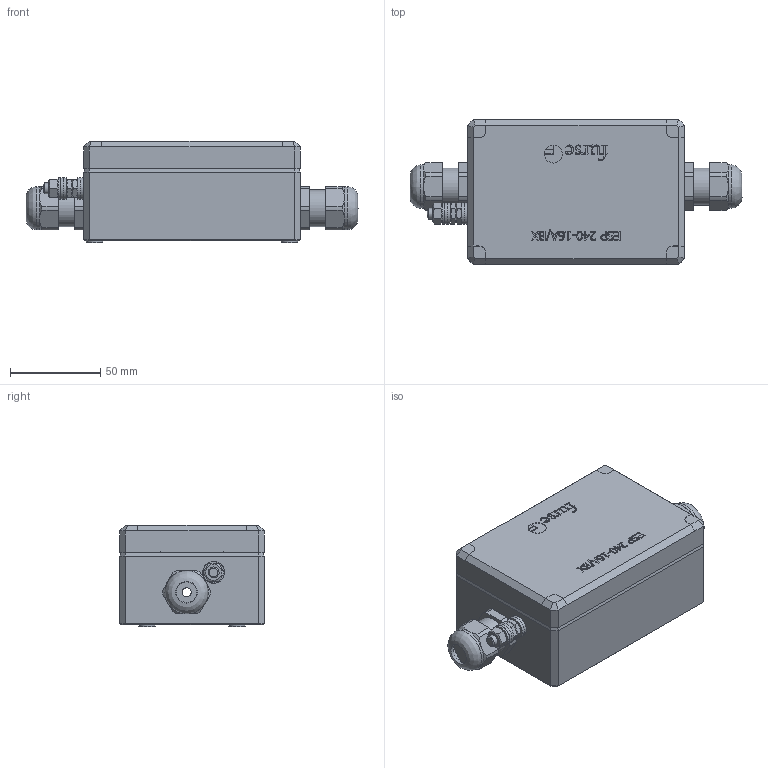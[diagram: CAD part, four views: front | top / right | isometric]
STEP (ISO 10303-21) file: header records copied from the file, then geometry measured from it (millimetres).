
FILE_DESCRIPTION(/* description */ ('ESP 240-16A/BX'),/* implementation_level */ '2;1');
FILE_NAME(/* name */ 'ESP240-16A-BX.stp',/* time_stamp */ '2014-02-14T13:22:16+00:00',/* author */ ('N. Brown'),/* organization */ ('W.J.Furse'),/* preprocessor_version */ 'ST-DEVELOPER v15.2',/* originating_system */ 'Autodesk Inventor 2014',/* authorisation */ '');
FILE_SCHEMA (('AUTOMOTIVE_DESIGN { 1 0 10303 214 3 1 1 }'));
Products named in the file (1): ESP240-16A-BX
Bounding box: 184 x 80.01 x 56 mm (x, y, z)
Surface area: 109238.4 mm2 (no closed solid volume)
Topology: 0 solids, 1 shells, 1431 faces, 3871 edges, 2523 vertices
Faces by surface type: plane 720, cylinder 235, bspline 230, cone 172, torus 66, sphere 8
Full cylindrical faces by diameter (mm): 2.55 x10, 3 x8, 3.8 x4, 4 x1, 4.5 x8, 5 x2, 6 x3, 6.4 x6, 6.5 x1, 8 x1, 12 x5, 19.2 x2, 19.38 x2, 20.4 x4, 21 x2, 24 x2, 29 x1
Entity records: 62157 total; most frequent: CARTESIAN_POINT 27967, ORIENTED_EDGE 7426, DIRECTION 6269, EDGE_CURVE 3709, VERTEX_POINT 2484, AXIS2_PLACEMENT_3D 2154, LINE 1961, VECTOR 1961
